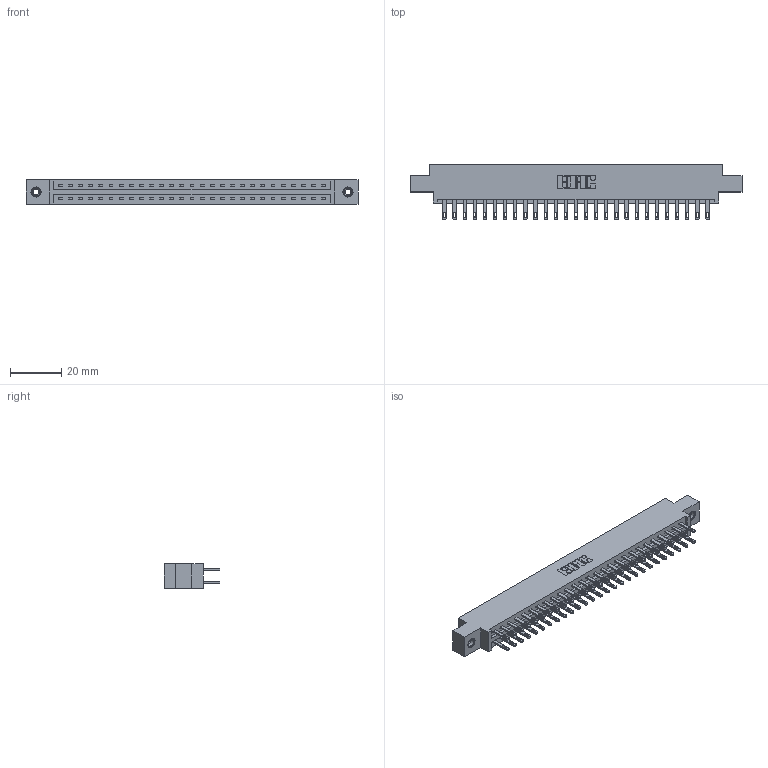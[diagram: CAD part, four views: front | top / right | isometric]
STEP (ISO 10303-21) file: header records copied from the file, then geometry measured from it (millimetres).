
FILE_DESCRIPTION (( 'STEP AP203' ), '1' );
FILE_NAME ('337-054-500-808.STEP', '2018-08-10T00:02:28', ( '' ), ( '' ), 'SwSTEP 2.0', 'SolidWorks 2016', '' );
FILE_SCHEMA (( 'CONFIG_CONTROL_DESIGN' ));
Length unit declared in the file: inch
Products named in the file (4): 337 Part_0.170 Offset - 0.156 Dia-TI; 345-292-001_345-293-100; 345-250-001_345-250-003-102; 337-054-500-808
Assembly tree (57 placements, depth 2):
  337-054-500-808
    337 Part_0.170 Offset - 0.156 Dia-TI
    345-292-001_345-293-100  x54
    345-250-001_345-250-003-102  x2
Bounding box: 130 x 21.85 x 9.4 mm (x, y, z)
Volume: 13541.5 mm3; surface area: 15893.9 mm2
Topology: 57 solids, 57 shells, 2878 faces, 8721 edges, 5806 vertices
Faces by surface type: plane 1834, cylinder 1028, cone 12, torus 4
Entity records: 24122 total; most frequent: CARTESIAN_POINT 4057, ORIENTED_EDGE 3986, DIRECTION 3511, EDGE_CURVE 1993, LINE 1841, VECTOR 1841, VERTEX_POINT 1324, AXIS2_PLACEMENT_3D 835
